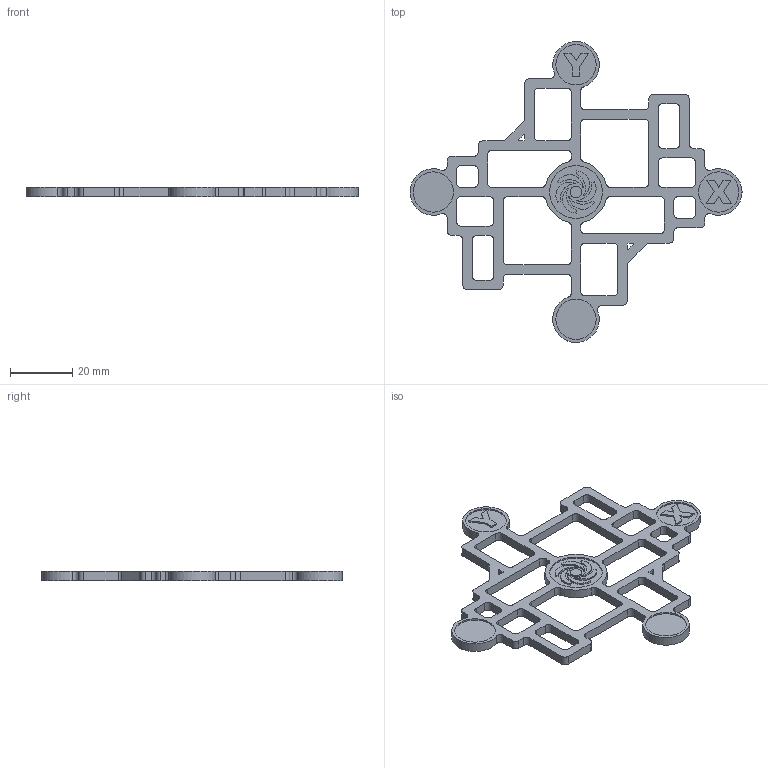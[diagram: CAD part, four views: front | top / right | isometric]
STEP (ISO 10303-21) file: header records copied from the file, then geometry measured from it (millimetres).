
FILE_DESCRIPTION(/* description */ (''),/* implementation_level */ '2;1');
FILE_NAME(/* name */ 'Galaxy Flower.step',/* time_stamp */ '2023-09-26T18:33:40+02:00',/* author */ (''),/* organization */ (''),/* preprocessor_version */ 'ST-DEVELOPER v20',/* originating_system */ 'Autodesk Translation Framework v12.14.0.127',/* authorisation */ '');
FILE_SCHEMA (('AUTOMOTIVE_DESIGN { 1 0 10303 214 3 1 1 }'));
Length unit declared in the file: millimetre
Products named in the file (1): Galaxy Flower 3
Bounding box: 107 x 97 x 3 mm (x, y, z)
Volume: 7208.2 mm3; surface area: 8340.8 mm2
Topology: 1 solids, 1 shells, 304 faces, 864 edges, 576 vertices
Faces by surface type: plane 131, cylinder 103, bspline 70
Full cylindrical faces by diameter (mm): 13 x4, 17 x1
Entity records: 10255 total; most frequent: CARTESIAN_POINT 2667, ORIENTED_EDGE 1728, DIRECTION 1400, EDGE_CURVE 864, VERTEX_POINT 576, LINE 518, VECTOR 518, AXIS2_PLACEMENT_3D 441
